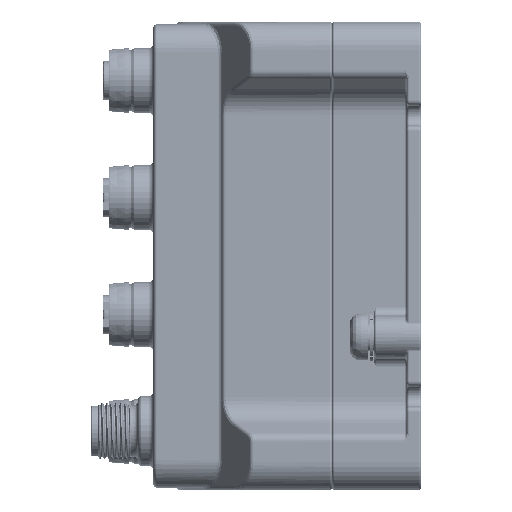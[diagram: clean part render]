
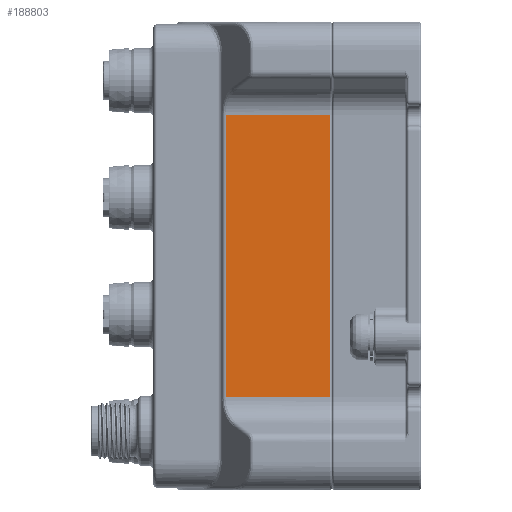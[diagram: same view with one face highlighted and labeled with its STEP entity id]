
A CAD part, left-side view. The second image highlights one B-rep face of the part: STEP entity #188803.
In plain terms, the highlighted planar face has unit normal (-1, 0, 0).
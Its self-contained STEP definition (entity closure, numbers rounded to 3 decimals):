
#4121 = CARTESIAN_POINT ( 'NONE',  ( -70.5, -21.181, -30.178 ) ) ;
#4515 = PLANE ( 'NONE',  #265640 ) ;
#6406 = VECTOR ( 'NONE', #13784, 1000. ) ;
#13784 = DIRECTION ( 'NONE',  ( 0., 0., -1. ) ) ;
#19085 = CARTESIAN_POINT ( 'NONE',  ( -70.5, -21.181, 30.178 ) ) ;
#22941 = EDGE_CURVE ( 'NONE', #45666, #208289, #125993, .T. ) ;
#37950 = DIRECTION ( 'NONE',  ( 0., 1., 0. ) ) ;
#45666 = VERTEX_POINT ( 'NONE', #264980 ) ;
#46539 = EDGE_LOOP ( 'NONE', ( #193148, #242650, #77252, #281436 ) ) ;
#58324 = CARTESIAN_POINT ( 'NONE',  ( -70.5, -20.681, 30.178 ) ) ;
#62134 = VECTOR ( 'NONE', #276605, 1000. ) ;
#67908 = EDGE_CURVE ( 'NONE', #274935, #45666, #202454, .T. ) ;
#77252 = ORIENTED_EDGE ( 'NONE', *, *, #67908, .T. ) ;
#82586 = CARTESIAN_POINT ( 'NONE',  ( -70.5, -20.681, 50. ) ) ;
#115979 = CARTESIAN_POINT ( 'NONE',  ( -70.5, -21.181, 50. ) ) ;
#123867 = LINE ( 'NONE', #212150, #6406 ) ;
#125993 = LINE ( 'NONE', #82586, #62134 ) ;
#162230 = DIRECTION ( 'NONE',  ( 0., 0., -1. ) ) ;
#180736 = DIRECTION ( 'NONE',  ( 0., -1., 0. ) ) ;
#188803 = ADVANCED_FACE ( 'NONE', ( #224604 ), #4515, .F. ) ;
#193148 = ORIENTED_EDGE ( 'NONE', *, *, #202024, .T. ) ;
#199769 = CARTESIAN_POINT ( 'NONE',  ( -70.5, 1.576, 30.178 ) ) ;
#202024 = EDGE_CURVE ( 'NONE', #208289, #282114, #236320, .T. ) ;
#202454 = LINE ( 'NONE', #4121, #258066 ) ;
#208289 = VERTEX_POINT ( 'NONE', #58324 ) ;
#212150 = CARTESIAN_POINT ( 'NONE',  ( -70.5, 1.576, 50. ) ) ;
#220914 = EDGE_CURVE ( 'NONE', #282114, #274935, #123867, .T. ) ;
#224604 = FACE_OUTER_BOUND ( 'NONE', #46539, .T. ) ;
#233492 = VECTOR ( 'NONE', #37950, 1000. ) ;
#236320 = LINE ( 'NONE', #19085, #233492 ) ;
#240730 = CARTESIAN_POINT ( 'NONE',  ( -70.5, 1.576, -30.178 ) ) ;
#242650 = ORIENTED_EDGE ( 'NONE', *, *, #220914, .T. ) ;
#246302 = DIRECTION ( 'NONE',  ( 1., 0., 0. ) ) ;
#258066 = VECTOR ( 'NONE', #180736, 1000. ) ;
#264980 = CARTESIAN_POINT ( 'NONE',  ( -70.5, -20.681, -30.178 ) ) ;
#265640 = AXIS2_PLACEMENT_3D ( 'NONE', #115979, #246302, #162230 ) ;
#274935 = VERTEX_POINT ( 'NONE', #240730 ) ;
#276605 = DIRECTION ( 'NONE',  ( 0., 0., 1. ) ) ;
#281436 = ORIENTED_EDGE ( 'NONE', *, *, #22941, .T. ) ;
#282114 = VERTEX_POINT ( 'NONE', #199769 ) ;
